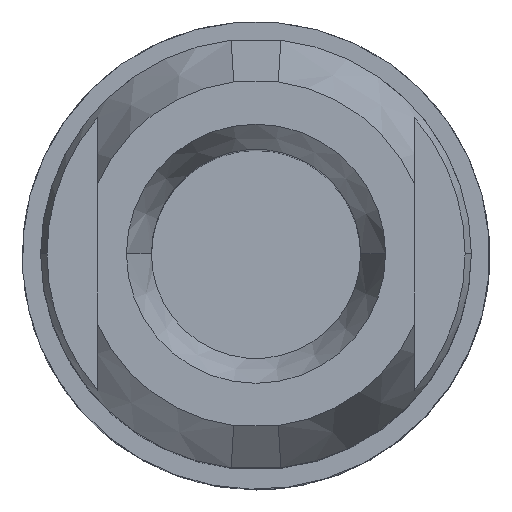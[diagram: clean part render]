
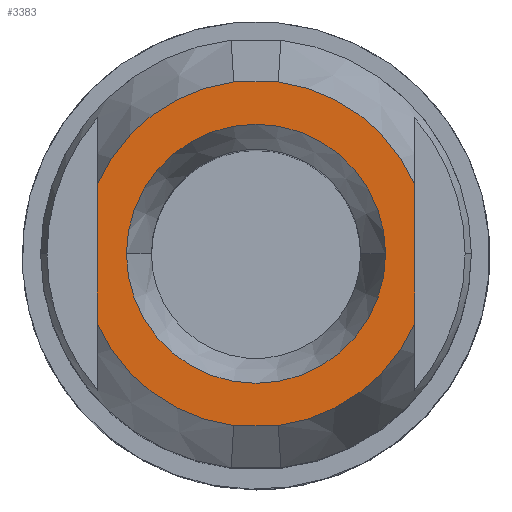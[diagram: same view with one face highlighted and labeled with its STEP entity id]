
A CAD part, top view. The second image highlights one B-rep face of the part: STEP entity #3383.
In plain terms, the highlighted planar face has unit normal (0, 0, 1).
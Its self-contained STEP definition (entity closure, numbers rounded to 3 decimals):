
#3157=AXIS2_PLACEMENT_3D('Circle Axis2P3D',#3155,#3156,$) ;
#3208=AXIS2_PLACEMENT_3D('Circle Axis2P3D',#3206,#3207,$) ;
#3269=AXIS2_PLACEMENT_3D('Circle Axis2P3D',#3267,#3268,$) ;
#3320=AXIS2_PLACEMENT_3D('Circle Axis2P3D',#3318,#3319,$) ;
#3335=AXIS2_PLACEMENT_3D('Plane Axis2P3D',#3332,#3333,#3334) ;
#3359=AXIS2_PLACEMENT_3D('Circle Axis2P3D',#3357,#3358,$) ;
#3368=AXIS2_PLACEMENT_3D('Circle Axis2P3D',#3366,#3367,$) ;
#3375=AXIS2_PLACEMENT_3D('Circle Axis2P3D',#3373,#3374,$) ;
#3111=CARTESIAN_POINT('Line Origine',(9.5,2.519,59.)) ;
#3115=CARTESIAN_POINT('Vertex',(8.594,2.519,59.)) ;
#3117=CARTESIAN_POINT('Vertex',(10.406,2.519,59.)) ;
#3155=CARTESIAN_POINT('Axis2P3D Location',(9.5,9.5,59.)) ;
#3159=CARTESIAN_POINT('Vertex',(3.05,6.68,59.)) ;
#3203=CARTESIAN_POINT('Vertex',(3.05,12.32,59.)) ;
#3206=CARTESIAN_POINT('Axis2P3D Location',(9.5,9.5,59.)) ;
#3210=CARTESIAN_POINT('Vertex',(8.594,16.481,59.)) ;
#3233=CARTESIAN_POINT('Line Origine',(9.5,16.481,59.)) ;
#3237=CARTESIAN_POINT('Vertex',(10.406,16.481,59.)) ;
#3267=CARTESIAN_POINT('Axis2P3D Location',(9.5,9.5,59.)) ;
#3271=CARTESIAN_POINT('Vertex',(15.95,12.32,59.)) ;
#3315=CARTESIAN_POINT('Vertex',(15.95,6.68,59.)) ;
#3318=CARTESIAN_POINT('Axis2P3D Location',(9.5,9.5,59.)) ;
#3332=CARTESIAN_POINT('Axis2P3D Location',(9.5,15.652,59.)) ;
#3337=CARTESIAN_POINT('Line Origine',(3.05,9.5,59.)) ;
#3342=CARTESIAN_POINT('Line Origine',(15.95,9.5,59.)) ;
#3357=CARTESIAN_POINT('Axis2P3D Location',(9.5,9.5,59.)) ;
#3361=CARTESIAN_POINT('Vertex',(9.5,14.764,59.)) ;
#3363=CARTESIAN_POINT('Vertex',(4.236,9.5,59.)) ;
#3366=CARTESIAN_POINT('Axis2P3D Location',(9.5,9.5,59.)) ;
#3370=CARTESIAN_POINT('Vertex',(14.764,9.5,59.)) ;
#3373=CARTESIAN_POINT('Axis2P3D Location',(9.5,9.5,59.)) ;
#3112=DIRECTION('Vector Direction',(1.,0.,0.)) ;
#3156=DIRECTION('Axis2P3D Direction',(0.,0.,-1.)) ;
#3207=DIRECTION('Axis2P3D Direction',(0.,0.,-1.)) ;
#3234=DIRECTION('Vector Direction',(-1.,0.,0.)) ;
#3268=DIRECTION('Axis2P3D Direction',(0.,0.,-1.)) ;
#3319=DIRECTION('Axis2P3D Direction',(0.,0.,-1.)) ;
#3333=DIRECTION('Axis2P3D Direction',(0.,0.,1.)) ;
#3334=DIRECTION('Axis2P3D XDirection',(1.,0.,0.)) ;
#3338=DIRECTION('Vector Direction',(0.,-1.,0.)) ;
#3343=DIRECTION('Vector Direction',(0.,-1.,0.)) ;
#3358=DIRECTION('Axis2P3D Direction',(0.,0.,1.)) ;
#3367=DIRECTION('Axis2P3D Direction',(0.,0.,1.)) ;
#3374=DIRECTION('Axis2P3D Direction',(0.,0.,1.)) ;
#3113=VECTOR('Line Direction',#3112,1.) ;
#3235=VECTOR('Line Direction',#3234,1.) ;
#3339=VECTOR('Line Direction',#3338,1.) ;
#3344=VECTOR('Line Direction',#3343,1.) ;
#3348=ORIENTED_EDGE('',*,*,#3239,.T.) ;
#3349=ORIENTED_EDGE('',*,*,#3212,.F.) ;
#3350=ORIENTED_EDGE('',*,*,#3341,.T.) ;
#3351=ORIENTED_EDGE('',*,*,#3161,.F.) ;
#3352=ORIENTED_EDGE('',*,*,#3119,.T.) ;
#3353=ORIENTED_EDGE('',*,*,#3322,.F.) ;
#3354=ORIENTED_EDGE('',*,*,#3346,.F.) ;
#3355=ORIENTED_EDGE('',*,*,#3273,.F.) ;
#3379=ORIENTED_EDGE('',*,*,#3365,.F.) ;
#3380=ORIENTED_EDGE('',*,*,#3372,.F.) ;
#3381=ORIENTED_EDGE('',*,*,#3377,.F.) ;
#3382=FACE_BOUND('',#3378,.T.) ;
#3383=ADVANCED_FACE('Volumenk\X2\00F6\X0\rper2',(#3356,#3382),#3336,.T.) ;
#3158=CIRCLE('generated circle',#3157,7.039) ;
#3209=CIRCLE('generated circle',#3208,7.039) ;
#3270=CIRCLE('generated circle',#3269,7.039) ;
#3321=CIRCLE('generated circle',#3320,7.039) ;
#3360=CIRCLE('generated circle',#3359,5.264) ;
#3369=CIRCLE('generated circle',#3368,5.264) ;
#3376=CIRCLE('generated circle',#3375,5.264) ;
#3119=EDGE_CURVE('',#3116,#3118,#3114,.T.) ;
#3161=EDGE_CURVE('',#3116,#3160,#3158,.T.) ;
#3212=EDGE_CURVE('',#3204,#3211,#3209,.T.) ;
#3239=EDGE_CURVE('',#3238,#3211,#3236,.T.) ;
#3273=EDGE_CURVE('',#3238,#3272,#3270,.T.) ;
#3322=EDGE_CURVE('',#3316,#3118,#3321,.T.) ;
#3341=EDGE_CURVE('',#3204,#3160,#3340,.T.) ;
#3346=EDGE_CURVE('',#3272,#3316,#3345,.T.) ;
#3365=EDGE_CURVE('',#3362,#3364,#3360,.T.) ;
#3372=EDGE_CURVE('',#3371,#3362,#3369,.T.) ;
#3377=EDGE_CURVE('',#3364,#3371,#3376,.T.) ;
#3347=EDGE_LOOP('',(#3348,#3349,#3350,#3351,#3352,#3353,#3354,#3355)) ;
#3378=EDGE_LOOP('',(#3379,#3380,#3381)) ;
#3356=FACE_OUTER_BOUND('',#3347,.T.) ;
#3114=LINE('Line',#3111,#3113) ;
#3236=LINE('Line',#3233,#3235) ;
#3340=LINE('Line',#3337,#3339) ;
#3345=LINE('Line',#3342,#3344) ;
#3336=PLANE('',#3335) ;
#3116=VERTEX_POINT('',#3115) ;
#3118=VERTEX_POINT('',#3117) ;
#3160=VERTEX_POINT('',#3159) ;
#3204=VERTEX_POINT('',#3203) ;
#3211=VERTEX_POINT('',#3210) ;
#3238=VERTEX_POINT('',#3237) ;
#3272=VERTEX_POINT('',#3271) ;
#3316=VERTEX_POINT('',#3315) ;
#3362=VERTEX_POINT('',#3361) ;
#3364=VERTEX_POINT('',#3363) ;
#3371=VERTEX_POINT('',#3370) ;
